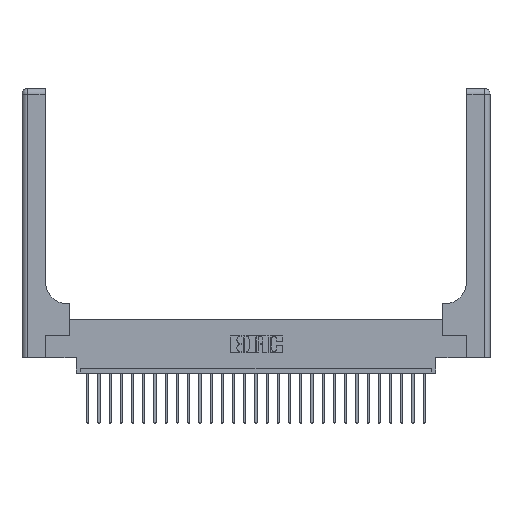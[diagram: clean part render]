
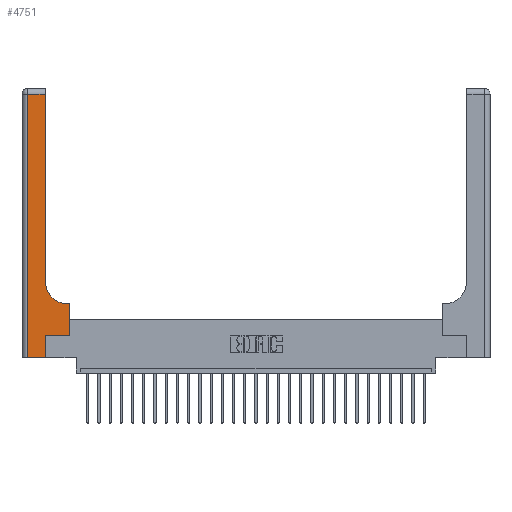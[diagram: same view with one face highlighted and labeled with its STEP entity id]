
A CAD part, top view. The second image highlights one B-rep face of the part: STEP entity #4751.
In plain terms, the highlighted planar face has unit normal (0, 0, 1).
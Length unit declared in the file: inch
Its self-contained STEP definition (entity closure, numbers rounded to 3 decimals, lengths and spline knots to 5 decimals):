
#45 = VECTOR ( 'NONE', #16644, 39.37008 ) ;
#129 = DIRECTION ( 'NONE',  ( 0., 1., 0. ) ) ;
#166 = LINE ( 'NONE', #22828, #17359 ) ;
#198 = EDGE_CURVE ( 'NONE', #9319, #13660, #19502, .T. ) ;
#200 = ORIENTED_EDGE ( 'NONE', *, *, #9021, .T. ) ;
#203 = AXIS2_PLACEMENT_3D ( 'NONE', #4880, #12798, #13061 ) ;
#1099 = EDGE_CURVE ( 'NONE', #5450, #18648, #3708, .T. ) ;
#1137 = DIRECTION ( 'NONE',  ( 0., 1., 0. ) ) ;
#1139 = CARTESIAN_POINT ( 'NONE',  ( 0., 2.94, 0.37 ) ) ;
#1701 = CARTESIAN_POINT ( 'NONE',  ( 0.06, 3., 0.37 ) ) ;
#2335 = CARTESIAN_POINT ( 'NONE',  ( 0.26, 0.6, 0.37 ) ) ;
#2407 = FACE_OUTER_BOUND ( 'NONE', #22310, .T. ) ;
#2513 = CARTESIAN_POINT ( 'NONE',  ( 0.265, 0.25, 0.37 ) ) ;
#2701 = LINE ( 'NONE', #6849, #45 ) ;
#2798 = DIRECTION ( 'NONE',  ( 0., 0., -1. ) ) ;
#2867 = VERTEX_POINT ( 'NONE', #15448 ) ;
#3708 = LINE ( 'NONE', #1701, #13684 ) ;
#4254 = EDGE_CURVE ( 'NONE', #7277, #9319, #2701, .T. ) ;
#4447 = LINE ( 'NONE', #12617, #11331 ) ;
#4586 = DIRECTION ( 'NONE',  ( 0., 1., 0. ) ) ;
#4720 = EDGE_CURVE ( 'NONE', #21582, #7277, #24800, .T. ) ;
#4751 = ADVANCED_FACE ( 'NONE', ( #2407 ), #10432, .F. ) ;
#4805 = CARTESIAN_POINT ( 'NONE',  ( 0.265, 0., 0.37 ) ) ;
#4880 = CARTESIAN_POINT ( 'NONE',  ( 0.51, 0.85, 0.37 ) ) ;
#5450 = VERTEX_POINT ( 'NONE', #14199 ) ;
#5483 = CARTESIAN_POINT ( 'NONE',  ( 0.265, 0., 0.37 ) ) ;
#5530 = CARTESIAN_POINT ( 'NONE',  ( 0.528, 0.25, 0.37 ) ) ;
#6041 = VERTEX_POINT ( 'NONE', #13317 ) ;
#6608 = ORIENTED_EDGE ( 'NONE', *, *, #1099, .T. ) ;
#6849 = CARTESIAN_POINT ( 'NONE',  ( 0.265, 0.25, 0.37 ) ) ;
#6894 = CARTESIAN_POINT ( 'NONE',  ( 0.528, 0.25, 0.37 ) ) ;
#6962 = VECTOR ( 'NONE', #129, 39.37008 ) ;
#7277 = VERTEX_POINT ( 'NONE', #2513 ) ;
#9021 = EDGE_CURVE ( 'NONE', #23917, #2867, #23320, .T. ) ;
#9319 = VERTEX_POINT ( 'NONE', #5530 ) ;
#9500 = EDGE_CURVE ( 'NONE', #18648, #21582, #4447, .T. ) ;
#9864 = CARTESIAN_POINT ( 'NONE',  ( 0.06, 0., 0.37 ) ) ;
#10368 = CARTESIAN_POINT ( 'NONE',  ( 0.51, 0.6, 0.37 ) ) ;
#10432 = PLANE ( 'NONE',  #11253 ) ;
#10644 = LINE ( 'NONE', #2335, #21210 ) ;
#11253 = AXIS2_PLACEMENT_3D ( 'NONE', #20648, #2798, #16734 ) ;
#11331 = VECTOR ( 'NONE', #20815, 39.37008 ) ;
#11945 = ORIENTED_EDGE ( 'NONE', *, *, #17758, .T. ) ;
#12617 = CARTESIAN_POINT ( 'NONE',  ( 0., 0., 0.37 ) ) ;
#12798 = DIRECTION ( 'NONE',  ( 0., 0., -1. ) ) ;
#12819 = EDGE_CURVE ( 'NONE', #13660, #23917, #10644, .T. ) ;
#13061 = DIRECTION ( 'NONE',  ( 1., 0., 0. ) ) ;
#13210 = ORIENTED_EDGE ( 'NONE', *, *, #12819, .T. ) ;
#13303 = EDGE_CURVE ( 'NONE', #2867, #6041, #166, .T. ) ;
#13317 = CARTESIAN_POINT ( 'NONE',  ( 0.26, 2.94, 0.37 ) ) ;
#13660 = VERTEX_POINT ( 'NONE', #25061 ) ;
#13684 = VECTOR ( 'NONE', #15768, 39.37008 ) ;
#14199 = CARTESIAN_POINT ( 'NONE',  ( 0.06, 2.94, 0.37 ) ) ;
#15448 = CARTESIAN_POINT ( 'NONE',  ( 0.26, 0.85, 0.37 ) ) ;
#15768 = DIRECTION ( 'NONE',  ( 0., -1., 0. ) ) ;
#16644 = DIRECTION ( 'NONE',  ( 1., 0., 0. ) ) ;
#16734 = DIRECTION ( 'NONE',  ( -1., 0., 0. ) ) ;
#17359 = VECTOR ( 'NONE', #4586, 39.37008 ) ;
#17758 = EDGE_CURVE ( 'NONE', #6041, #5450, #26427, .T. ) ;
#18263 = DIRECTION ( 'NONE',  ( -1., 0., 0. ) ) ;
#18648 = VERTEX_POINT ( 'NONE', #9864 ) ;
#19502 = LINE ( 'NONE', #6894, #21774 ) ;
#20648 = CARTESIAN_POINT ( 'NONE',  ( 0., 3., 0.37 ) ) ;
#20815 = DIRECTION ( 'NONE',  ( 1., 0., 0. ) ) ;
#21210 = VECTOR ( 'NONE', #24990, 39.37008 ) ;
#21582 = VERTEX_POINT ( 'NONE', #5483 ) ;
#21774 = VECTOR ( 'NONE', #1137, 39.37008 ) ;
#22117 = ORIENTED_EDGE ( 'NONE', *, *, #4720, .T. ) ;
#22310 = EDGE_LOOP ( 'NONE', ( #24540, #11945, #6608, #22951, #22117, #26214, #25601, #13210, #200 ) ) ;
#22828 = CARTESIAN_POINT ( 'NONE',  ( 0.26, 3., 0.37 ) ) ;
#22951 = ORIENTED_EDGE ( 'NONE', *, *, #9500, .T. ) ;
#23320 = CIRCLE ( 'NONE', #203, 0.25 ) ;
#23917 = VERTEX_POINT ( 'NONE', #10368 ) ;
#24319 = VECTOR ( 'NONE', #18263, 39.37008 ) ;
#24540 = ORIENTED_EDGE ( 'NONE', *, *, #13303, .T. ) ;
#24800 = LINE ( 'NONE', #4805, #6962 ) ;
#24990 = DIRECTION ( 'NONE',  ( -1., 0., 0. ) ) ;
#25061 = CARTESIAN_POINT ( 'NONE',  ( 0.528, 0.6, 0.37 ) ) ;
#25601 = ORIENTED_EDGE ( 'NONE', *, *, #198, .T. ) ;
#26214 = ORIENTED_EDGE ( 'NONE', *, *, #4254, .T. ) ;
#26427 = LINE ( 'NONE', #1139, #24319 ) ;
